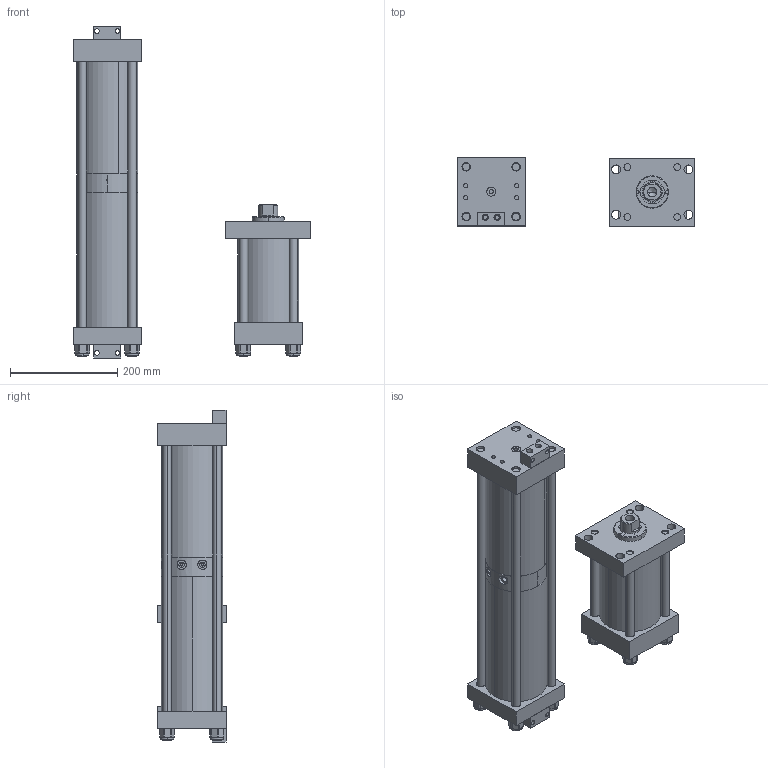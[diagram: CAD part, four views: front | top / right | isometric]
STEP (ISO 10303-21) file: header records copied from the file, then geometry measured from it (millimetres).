
FILE_DESCRIPTION (( 'STEP AP203' ), '1' );
FILE_NAME ('HZS-8-.50-FH.STEP', '2016-05-03T12:19:42', ( 'myvpn' ), ( '' ), 'SwSTEP 2.0', 'SolidWorks 2014', '' );
FILE_SCHEMA (( 'CONFIG_CONTROL_DESIGN' ));
Length unit declared in the file: inch
Products named in the file (15): E04BRK; HZS-8-.50-FH; E0804; E0859; NLN .625; HZS0863_.50; F0403; F0862; E0864; HZ0810; ES0805_.50; E0860_.50; HZ0401_1.00; HZS0811_.50; HZS0814_.50
Assembly tree (28 placements, depth 2):
  HZS-8-.50-FH
    E04BRK  x2
    E0804
    E0859
    NLN .625  x8
    F0403
    F0862
    E0864
    ES0805_.50
    E0860_.50  x4
    HZ0401_1.00
    HZS0811_.50
    HZS0814_.50
    HZ0810
    HZS0863_.50  x4
Bounding box: 443.74 x 127 x 619.86 mm (x, y, z)
Volume: 5095435.1 mm3; surface area: 998298.8 mm2
Topology: 28 solids, 28 shells, 585 faces, 1343 edges, 850 vertices
Faces by surface type: cylinder 299, plane 238, cone 48
Entity records: 13157 total; most frequent: CARTESIAN_POINT 2522, DIRECTION 1977, ORIENTED_EDGE 1642, EDGE_CURVE 821, AXIS2_PLACEMENT_3D 814, VERTEX_POINT 526, EDGE_LOOP 477, CIRCLE 422
